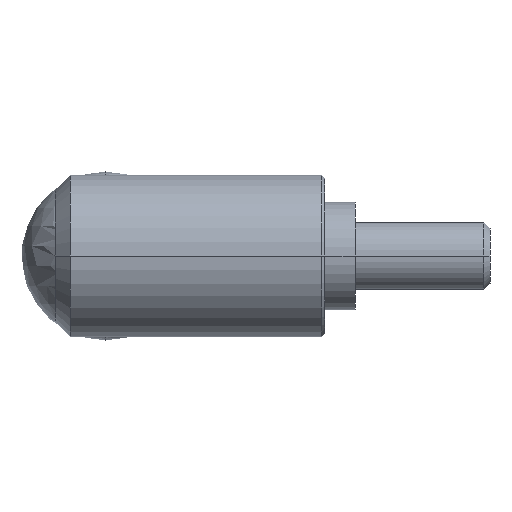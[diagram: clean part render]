
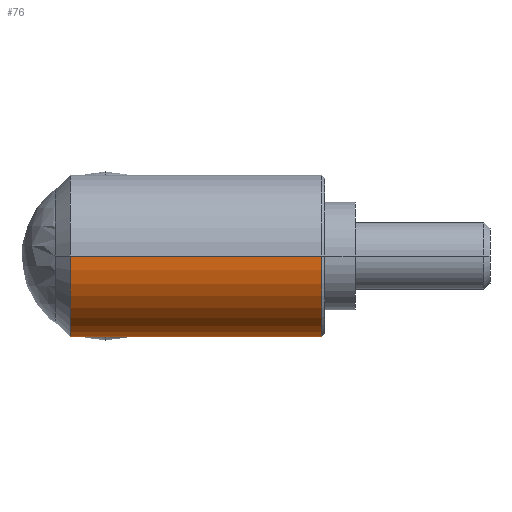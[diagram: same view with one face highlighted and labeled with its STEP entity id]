
A CAD part, left-side view. The second image highlights one B-rep face of the part: STEP entity #76.
In plain terms, the highlighted cylindrical face has radius 12 mm (diameter 24 mm), a partial arc.
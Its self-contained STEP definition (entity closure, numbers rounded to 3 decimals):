
#76 = ADVANCED_FACE( '', ( #99 ), #100, .T. );
#99 = FACE_OUTER_BOUND( '', #144, .T. );
#100 = CYLINDRICAL_SURFACE( '', #145, 12. );
#144 = EDGE_LOOP( '', ( #194, #195, #196, #197, #198, #199 ) );
#145 = AXIS2_PLACEMENT_3D( '', #200, #201, #202 );
#194 = ORIENTED_EDGE( '', *, *, #342, .F. );
#195 = ORIENTED_EDGE( '', *, *, #343, .T. );
#196 = ORIENTED_EDGE( '', *, *, #344, .F. );
#197 = ORIENTED_EDGE( '', *, *, #339, .F. );
#198 = ORIENTED_EDGE( '', *, *, #345, .F. );
#199 = ORIENTED_EDGE( '', *, *, #346, .T. );
#200 = CARTESIAN_POINT( '', ( 0., 23.613, 0. ) );
#201 = DIRECTION( '', ( 0., -1., 0. ) );
#202 = DIRECTION( '', ( 1., 0., 0. ) );
#339 = EDGE_CURVE( '', #382, #385, #386, .T. );
#342 = EDGE_CURVE( '', #390, #391, #392, .T. );
#343 = EDGE_CURVE( '', #390, #393, #394, .T. );
#344 = EDGE_CURVE( '', #385, #393, #395, .T. );
#345 = EDGE_CURVE( '', #396, #382, #397, .T. );
#346 = EDGE_CURVE( '', #396, #391, #398, .T. );
#382 = VERTEX_POINT( '', #454 );
#385 = VERTEX_POINT( '', #458 );
#386 = CIRCLE( '', #459, 12. );
#390 = VERTEX_POINT( '', #464 );
#391 = VERTEX_POINT( '', #465 );
#392 = LINE( '', #466, #467 );
#393 = VERTEX_POINT( '', #468 );
#394 = CIRCLE( '', #469, 12. );
#395 = LINE( '', #470, #471 );
#396 = VERTEX_POINT( '', #472 );
#397 = LINE( '', #473, #474 );
#398 = B_SPLINE_CURVE_WITH_KNOTS( '', 3, ( #475, #476, #477, #478, #479, #480, #481, #482, #483, #484, #485, #486, #487, #488, #489, #490, #491, #492, #493, #494, #495, #496, #497, #498, #499, #500, #501, #502, #503, #504, #505, #506, #507, #508 ), .UNSPECIFIED., .F., .F., ( 4, 2, 2, 2, 2, 2, 2, 2, 2, 2, 2, 2, 2, 2, 2, 2, 4 ), ( 7.636, 8.59, 9.544, 10.498, 11.452, 12.407, 13.362, 14.317, 15.272, 16.227, 17.182, 18.137, 19.092, 20.046, 21., 21.954, 22.908 ), .UNSPECIFIED. );
#454 = CARTESIAN_POINT( '', ( 12., 42.275, 0. ) );
#458 = CARTESIAN_POINT( '', ( -12., 42.275, 0. ) );
#459 = AXIS2_PLACEMENT_3D( '', #609, #610, #611 );
#464 = CARTESIAN_POINT( '', ( 12., 4.95, 0. ) );
#465 = CARTESIAN_POINT( '', ( 12., 32., 0. ) );
#466 = CARTESIAN_POINT( '', ( 12., 23.613, 0. ) );
#467 = VECTOR( '', #616, 1. );
#468 = CARTESIAN_POINT( '', ( -12., 4.95, 0. ) );
#469 = AXIS2_PLACEMENT_3D( '', #617, #618, #619 );
#470 = CARTESIAN_POINT( '', ( -12., 23.613, 0. ) );
#471 = VECTOR( '', #620, 1. );
#472 = CARTESIAN_POINT( '', ( 12., 42., 0. ) );
#473 = CARTESIAN_POINT( '', ( 12., 23.613, 0. ) );
#474 = VECTOR( '', #621, 1. );
#475 = CARTESIAN_POINT( '', ( 12., 42., 0. ) );
#476 = CARTESIAN_POINT( '', ( 12., 42., -0.318 ) );
#477 = CARTESIAN_POINT( '', ( 11.987, 41.969, -0.646 ) );
#478 = CARTESIAN_POINT( '', ( 11.934, 41.841, -1.295 ) );
#479 = CARTESIAN_POINT( '', ( 11.895, 41.743, -1.617 ) );
#480 = CARTESIAN_POINT( '', ( 11.795, 41.487, -2.232 ) );
#481 = CARTESIAN_POINT( '', ( 11.735, 41.328, -2.525 ) );
#482 = CARTESIAN_POINT( '', ( 11.605, 40.962, -3.067 ) );
#483 = CARTESIAN_POINT( '', ( 11.535, 40.755, -3.316 ) );
#484 = CARTESIAN_POINT( '', ( 11.4, 40.316, -3.755 ) );
#485 = CARTESIAN_POINT( '', ( 11.329, 40.067, -3.962 ) );
#486 = CARTESIAN_POINT( '', ( 11.194, 39.525, -4.328 ) );
#487 = CARTESIAN_POINT( '', ( 11.13, 39.231, -4.487 ) );
#488 = CARTESIAN_POINT( '', ( 11.024, 38.617, -4.743 ) );
#489 = CARTESIAN_POINT( '', ( 10.981, 38.295, -4.841 ) );
#490 = CARTESIAN_POINT( '', ( 10.923, 37.646, -4.969 ) );
#491 = CARTESIAN_POINT( '', ( 10.909, 37.318, -5. ) );
#492 = CARTESIAN_POINT( '', ( 10.909, 36.682, -5. ) );
#493 = CARTESIAN_POINT( '', ( 10.923, 36.354, -4.969 ) );
#494 = CARTESIAN_POINT( '', ( 10.981, 35.705, -4.841 ) );
#495 = CARTESIAN_POINT( '', ( 11.024, 35.383, -4.743 ) );
#496 = CARTESIAN_POINT( '', ( 11.13, 34.769, -4.487 ) );
#497 = CARTESIAN_POINT( '', ( 11.194, 34.475, -4.328 ) );
#498 = CARTESIAN_POINT( '', ( 11.329, 33.933, -3.962 ) );
#499 = CARTESIAN_POINT( '', ( 11.4, 33.684, -3.755 ) );
#500 = CARTESIAN_POINT( '', ( 11.535, 33.245, -3.316 ) );
#501 = CARTESIAN_POINT( '', ( 11.605, 33.038, -3.067 ) );
#502 = CARTESIAN_POINT( '', ( 11.735, 32.672, -2.525 ) );
#503 = CARTESIAN_POINT( '', ( 11.795, 32.513, -2.232 ) );
#504 = CARTESIAN_POINT( '', ( 11.895, 32.257, -1.617 ) );
#505 = CARTESIAN_POINT( '', ( 11.934, 32.159, -1.295 ) );
#506 = CARTESIAN_POINT( '', ( 11.987, 32.031, -0.646 ) );
#507 = CARTESIAN_POINT( '', ( 12., 32., -0.318 ) );
#508 = CARTESIAN_POINT( '', ( 12., 32., 0. ) );
#609 = CARTESIAN_POINT( '', ( 0., 42.275, 0. ) );
#610 = DIRECTION( '', ( 0., 1., 0. ) );
#611 = DIRECTION( '', ( 1., 0., 0. ) );
#616 = DIRECTION( '', ( 0., 1., 0. ) );
#617 = CARTESIAN_POINT( '', ( 0., 4.95, 0. ) );
#618 = DIRECTION( '', ( 0., 1., 0. ) );
#619 = DIRECTION( '', ( 1., 0., 0. ) );
#620 = DIRECTION( '', ( 0., -1., 0. ) );
#621 = DIRECTION( '', ( 0., 1., 0. ) );
